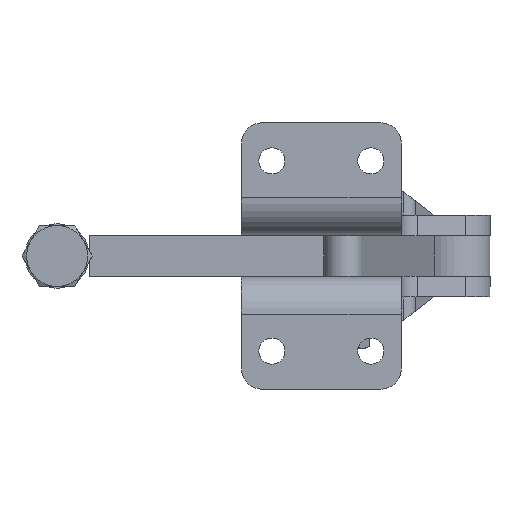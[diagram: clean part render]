
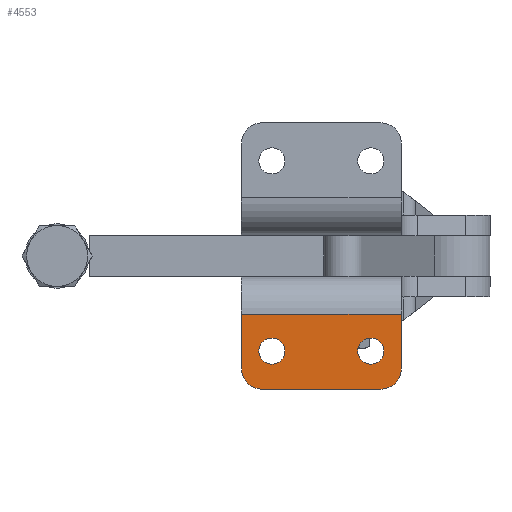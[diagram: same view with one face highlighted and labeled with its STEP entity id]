
A CAD part, front view. The second image highlights one B-rep face of the part: STEP entity #4553.
In plain terms, the highlighted planar face has unit normal (0, -1, 0).
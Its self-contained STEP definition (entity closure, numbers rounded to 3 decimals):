
#224 = LINE ( 'NONE', #2064, #9811 ) ;
#362 = VERTEX_POINT ( 'NONE', #9303 ) ;
#406 = EDGE_CURVE ( 'NONE', #5955, #11667, #3401, .T. ) ;
#790 = DIRECTION ( 'NONE',  ( 0., 0., -1. ) ) ;
#889 = DIRECTION ( 'NONE',  ( 0., 0., 1. ) ) ;
#928 = CARTESIAN_POINT ( 'NONE',  ( -98.79, -7.654, -98.321 ) ) ;
#1292 = VERTEX_POINT ( 'NONE', #10025 ) ;
#1452 = CARTESIAN_POINT ( 'NONE',  ( -35.79, -7.654, -98.321 ) ) ;
#1479 = CARTESIAN_POINT ( 'NONE',  ( -35.79, -7.654, -68.821 ) ) ;
#1722 = LINE ( 'NONE', #1452, #11535 ) ;
#2019 = FACE_BOUND ( 'NONE', #2461, .T. ) ;
#2064 = CARTESIAN_POINT ( 'NONE',  ( -98.79, -7.654, -98.321 ) ) ;
#2312 = ORIENTED_EDGE ( 'NONE', *, *, #9099, .F. ) ;
#2326 = ORIENTED_EDGE ( 'NONE', *, *, #3209, .T. ) ;
#2448 = CARTESIAN_POINT ( 'NONE',  ( -43.79, -7.654, -90.321 ) ) ;
#2461 = EDGE_LOOP ( 'NONE', ( #2326, #7223 ) ) ;
#2526 = AXIS2_PLACEMENT_3D ( 'NONE', #11855, #6322, #790 ) ;
#2806 = ORIENTED_EDGE ( 'NONE', *, *, #3966, .T. ) ;
#2871 = EDGE_LOOP ( 'NONE', ( #11083, #6127 ) ) ;
#2904 = DIRECTION ( 'NONE',  ( 0., 1., 0. ) ) ;
#3043 = EDGE_CURVE ( 'NONE', #11667, #5955, #5005, .T. ) ;
#3207 = ORIENTED_EDGE ( 'NONE', *, *, #8644, .F. ) ;
#3209 = EDGE_CURVE ( 'NONE', #1292, #362, #3364, .T. ) ;
#3364 = CIRCLE ( 'NONE', #3536, 5.15 ) ;
#3387 = DIRECTION ( 'NONE',  ( 0., 0., -1. ) ) ;
#3401 = CIRCLE ( 'NONE', #7547, 5.15 ) ;
#3536 = AXIS2_PLACEMENT_3D ( 'NONE', #4741, #11192, #5677 ) ;
#3715 = DIRECTION ( 'NONE',  ( 0., 0., -1. ) ) ;
#3950 = VERTEX_POINT ( 'NONE', #8752 ) ;
#3966 = EDGE_CURVE ( 'NONE', #5922, #10551, #1722, .T. ) ;
#4244 = DIRECTION ( 'NONE',  ( 0., 1., 0. ) ) ;
#4283 = ORIENTED_EDGE ( 'NONE', *, *, #7434, .F. ) ;
#4553 = ADVANCED_FACE ( 'NONE', ( #6935, #2019, #9407 ), #7421, .T. ) ;
#4741 = CARTESIAN_POINT ( 'NONE',  ( -47.79, -7.654, -83.321 ) ) ;
#4922 = ORIENTED_EDGE ( 'NONE', *, *, #7272, .T. ) ;
#4942 = CIRCLE ( 'NONE', #5382, 8. ) ;
#4964 = DIRECTION ( 'NONE',  ( 1., 0., 0. ) ) ;
#4979 = LINE ( 'NONE', #11047, #9927 ) ;
#5005 = CIRCLE ( 'NONE', #2526, 5.15 ) ;
#5048 = DIRECTION ( 'NONE',  ( 0., 1., 0. ) ) ;
#5114 = LINE ( 'NONE', #5204, #7299 ) ;
#5204 = CARTESIAN_POINT ( 'NONE',  ( -98.79, -7.654, -68.821 ) ) ;
#5239 = CARTESIAN_POINT ( 'NONE',  ( -35.79, -7.654, -90.321 ) ) ;
#5363 = CARTESIAN_POINT ( 'NONE',  ( -90.79, -7.654, -98.321 ) ) ;
#5382 = AXIS2_PLACEMENT_3D ( 'NONE', #10590, #5048, #11491 ) ;
#5677 = DIRECTION ( 'NONE',  ( 0., 0., -1. ) ) ;
#5922 = VERTEX_POINT ( 'NONE', #5239 ) ;
#5955 = VERTEX_POINT ( 'NONE', #9009 ) ;
#6127 = ORIENTED_EDGE ( 'NONE', *, *, #406, .T. ) ;
#6322 = DIRECTION ( 'NONE',  ( 0., 1., 0. ) ) ;
#6935 = FACE_BOUND ( 'NONE', #2871, .T. ) ;
#7208 = VERTEX_POINT ( 'NONE', #10352 ) ;
#7223 = ORIENTED_EDGE ( 'NONE', *, *, #11061, .T. ) ;
#7272 = EDGE_CURVE ( 'NONE', #7523, #7208, #224, .T. ) ;
#7299 = VECTOR ( 'NONE', #11647, 1000. ) ;
#7421 = PLANE ( 'NONE',  #8591 ) ;
#7434 = EDGE_CURVE ( 'NONE', #5922, #7208, #9359, .T. ) ;
#7523 = VERTEX_POINT ( 'NONE', #5363 ) ;
#7547 = AXIS2_PLACEMENT_3D ( 'NONE', #8458, #2904, #9371 ) ;
#7944 = DIRECTION ( 'NONE',  ( 0., 0., 1. ) ) ;
#8458 = CARTESIAN_POINT ( 'NONE',  ( -86.79, -7.654, -83.321 ) ) ;
#8591 = AXIS2_PLACEMENT_3D ( 'NONE', #928, #9272, #3715 ) ;
#8644 = EDGE_CURVE ( 'NONE', #3950, #10311, #4979, .T. ) ;
#8752 = CARTESIAN_POINT ( 'NONE',  ( -98.79, -7.654, -90.321 ) ) ;
#8934 = DIRECTION ( 'NONE',  ( 0., 1., 0. ) ) ;
#9009 = CARTESIAN_POINT ( 'NONE',  ( -86.79, -7.654, -88.471 ) ) ;
#9099 = EDGE_CURVE ( 'NONE', #10311, #10551, #5114, .T. ) ;
#9197 = AXIS2_PLACEMENT_3D ( 'NONE', #9814, #4244, #10716 ) ;
#9272 = DIRECTION ( 'NONE',  ( 0., -1., 0. ) ) ;
#9303 = CARTESIAN_POINT ( 'NONE',  ( -47.79, -7.654, -88.471 ) ) ;
#9359 = CIRCLE ( 'NONE', #11974, 8. ) ;
#9371 = DIRECTION ( 'NONE',  ( 0., 0., -1. ) ) ;
#9407 = FACE_OUTER_BOUND ( 'NONE', #10883, .T. ) ;
#9811 = VECTOR ( 'NONE', #4964, 1000. ) ;
#9814 = CARTESIAN_POINT ( 'NONE',  ( -47.79, -7.654, -83.321 ) ) ;
#9927 = VECTOR ( 'NONE', #889, 1000. ) ;
#9987 = CIRCLE ( 'NONE', #9197, 5.15 ) ;
#10025 = CARTESIAN_POINT ( 'NONE',  ( -47.79, -7.654, -78.171 ) ) ;
#10050 = EDGE_CURVE ( 'NONE', #7523, #3950, #4942, .T. ) ;
#10311 = VERTEX_POINT ( 'NONE', #11899 ) ;
#10352 = CARTESIAN_POINT ( 'NONE',  ( -43.79, -7.654, -98.321 ) ) ;
#10369 = ORIENTED_EDGE ( 'NONE', *, *, #10050, .F. ) ;
#10551 = VERTEX_POINT ( 'NONE', #1479 ) ;
#10573 = CARTESIAN_POINT ( 'NONE',  ( -86.79, -7.654, -78.171 ) ) ;
#10590 = CARTESIAN_POINT ( 'NONE',  ( -90.79, -7.654, -90.321 ) ) ;
#10716 = DIRECTION ( 'NONE',  ( 0., 0., -1. ) ) ;
#10883 = EDGE_LOOP ( 'NONE', ( #2806, #2312, #3207, #10369, #4922, #4283 ) ) ;
#11047 = CARTESIAN_POINT ( 'NONE',  ( -98.79, -7.654, -98.321 ) ) ;
#11061 = EDGE_CURVE ( 'NONE', #362, #1292, #9987, .T. ) ;
#11083 = ORIENTED_EDGE ( 'NONE', *, *, #3043, .T. ) ;
#11192 = DIRECTION ( 'NONE',  ( 0., 1., 0. ) ) ;
#11491 = DIRECTION ( 'NONE',  ( 0., 0., -1. ) ) ;
#11535 = VECTOR ( 'NONE', #7944, 1000. ) ;
#11647 = DIRECTION ( 'NONE',  ( 1., 0., 0. ) ) ;
#11667 = VERTEX_POINT ( 'NONE', #10573 ) ;
#11855 = CARTESIAN_POINT ( 'NONE',  ( -86.79, -7.654, -83.321 ) ) ;
#11899 = CARTESIAN_POINT ( 'NONE',  ( -98.79, -7.654, -68.821 ) ) ;
#11974 = AXIS2_PLACEMENT_3D ( 'NONE', #2448, #8934, #3387 ) ;
